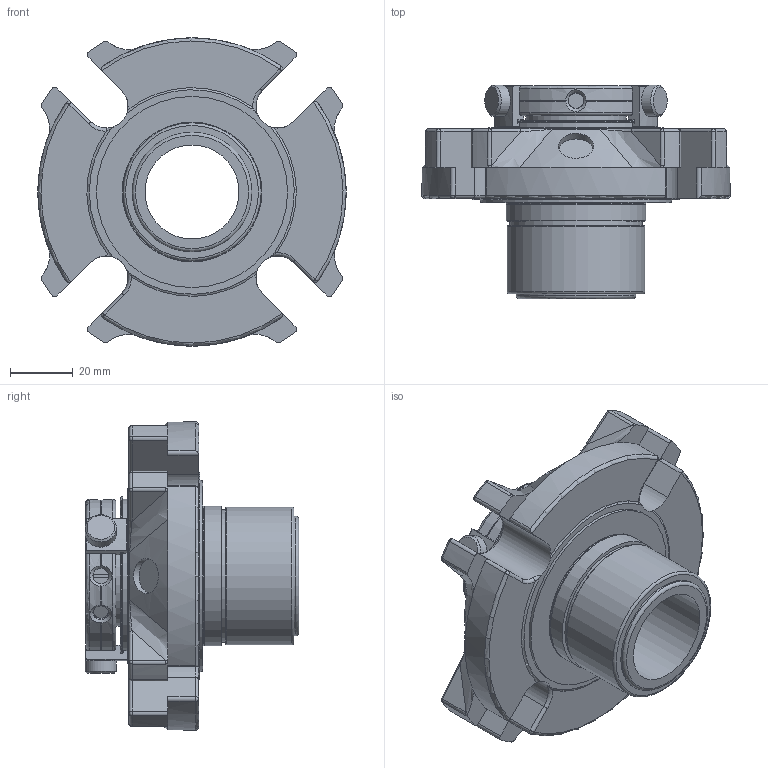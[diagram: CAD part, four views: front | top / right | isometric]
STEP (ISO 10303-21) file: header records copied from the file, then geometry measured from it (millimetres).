
FILE_DESCRIPTION(/* description */ ('Unknown'),/* implementation_level */ '2;1');
FILE_NAME(/* name */ '30mm',/* time_stamp */ '2023-02-20T11:28:49+00:00',/* author */ ('Unknown'),/* organization */ ('Unknown'),/* preprocessor_version */ 'ST-DEVELOPER v16.7',/* originating_system */ 'Solid Edge',/* authorisation */ 'Unknown');
FILE_SCHEMA (('AUTOMOTIVE_DESIGN {1 0 10303 214 3 1 1}'));
Length unit declared in the file: millimetre
Products named in the file (1): 30mm
Bounding box: 98.42 x 68.2 x 98.42 mm (x, y, z)
Volume: 171044.5 mm3; surface area: 39174.8 mm2
Topology: 1 solids, 1 shells, 494 faces, 1311 edges, 815 vertices
Faces by surface type: cylinder 183, plane 150, torus 63, bspline 39, cone 35, sphere 24
Full cylindrical faces by diameter (mm): 2.724 x1, 5 x5, 10 x3, 11.252 x3, 29.997 x1, 31.978 x1, 38.176 x1, 42.164 x1, 43.967 x1, 44.602 x1, 44.628 x1, 48.92 x1, 61 x1
Entity records: 18972 total; most frequent: CARTESIAN_POINT 3919, ORIENTED_EDGE 2444, DIRECTION 2392, EDGE_CURVE 1222, AXIS2_PLACEMENT_3D 962, VERTEX_POINT 780, EDGE_LOOP 564, FACE_BOUND 564
